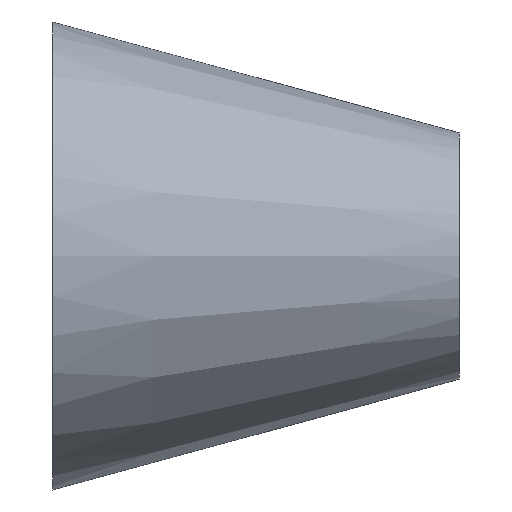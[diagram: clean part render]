
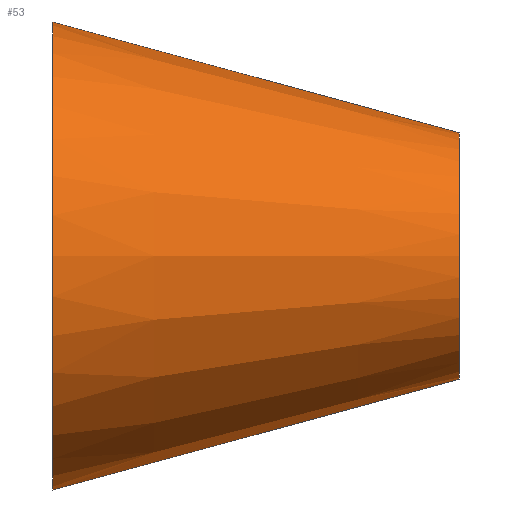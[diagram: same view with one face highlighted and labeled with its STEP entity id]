
A CAD part, front view. The second image highlights one B-rep face of the part: STEP entity #53.
In plain terms, the highlighted conical face has half-angle 15.255 degrees and reference radius 10 mm.
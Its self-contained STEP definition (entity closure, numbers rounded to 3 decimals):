
#2 = EDGE_CURVE ( 'NONE', #82, #152, #192, .T. ) ;
#44 = CARTESIAN_POINT ( 'NONE',  ( 33., 0., -10. ) ) ;
#46 = LINE ( 'NONE', #243, #59 ) ;
#51 = CONICAL_SURFACE ( 'NONE', #83, 10., 0.266 ) ;
#53 = ADVANCED_FACE ( 'NONE', ( #99 ), #51, .T. ) ;
#59 = VECTOR ( 'NONE', #106, 1000. ) ;
#60 = DIRECTION ( 'NONE',  ( 0., 0., 1. ) ) ;
#62 = VERTEX_POINT ( 'NONE', #44 ) ;
#63 = AXIS2_PLACEMENT_3D ( 'NONE', #84, #196, #174 ) ;
#66 = CARTESIAN_POINT ( 'NONE',  ( 33., 0., 0. ) ) ;
#77 = CARTESIAN_POINT ( 'NONE',  ( 33., 0., 10. ) ) ;
#78 = CIRCLE ( 'NONE', #63, 19. ) ;
#82 = VERTEX_POINT ( 'NONE', #77 ) ;
#83 = AXIS2_PLACEMENT_3D ( 'NONE', #219, #138, #60 ) ;
#84 = CARTESIAN_POINT ( 'NONE',  ( 0., 0., 0. ) ) ;
#88 = EDGE_CURVE ( 'NONE', #82, #62, #182, .T. ) ;
#99 = FACE_OUTER_BOUND ( 'NONE', #236, .T. ) ;
#106 = DIRECTION ( 'NONE',  ( -0.965, 0., -0.263 ) ) ;
#114 = CARTESIAN_POINT ( 'NONE',  ( 33., 0., 10. ) ) ;
#133 = ORIENTED_EDGE ( 'NONE', *, *, #205, .F. ) ;
#138 = DIRECTION ( 'NONE',  ( -1., 0., 0. ) ) ;
#142 = DIRECTION ( 'NONE',  ( 1., 0., 0. ) ) ;
#147 = CARTESIAN_POINT ( 'NONE',  ( 0., 0., -19. ) ) ;
#152 = VERTEX_POINT ( 'NONE', #180 ) ;
#156 = EDGE_CURVE ( 'NONE', #152, #249, #78, .T. ) ;
#157 = DIRECTION ( 'NONE',  ( -0.965, 0., 0.263 ) ) ;
#174 = DIRECTION ( 'NONE',  ( 0., 0., -1. ) ) ;
#175 = ORIENTED_EDGE ( 'NONE', *, *, #88, .F. ) ;
#180 = CARTESIAN_POINT ( 'NONE',  ( 0., 0., 19. ) ) ;
#182 = CIRCLE ( 'NONE', #223, 10. ) ;
#188 = DIRECTION ( 'NONE',  ( 0., 0., -1. ) ) ;
#192 = LINE ( 'NONE', #114, #230 ) ;
#196 = DIRECTION ( 'NONE',  ( 1., 0., 0. ) ) ;
#205 = EDGE_CURVE ( 'NONE', #62, #249, #46, .T. ) ;
#219 = CARTESIAN_POINT ( 'NONE',  ( 33., 0., 0. ) ) ;
#223 = AXIS2_PLACEMENT_3D ( 'NONE', #66, #142, #188 ) ;
#230 = VECTOR ( 'NONE', #157, 1000. ) ;
#236 = EDGE_LOOP ( 'NONE', ( #133, #175, #241, #247 ) ) ;
#241 = ORIENTED_EDGE ( 'NONE', *, *, #2, .T. ) ;
#243 = CARTESIAN_POINT ( 'NONE',  ( 33., 0., -10. ) ) ;
#247 = ORIENTED_EDGE ( 'NONE', *, *, #156, .T. ) ;
#249 = VERTEX_POINT ( 'NONE', #147 ) ;
